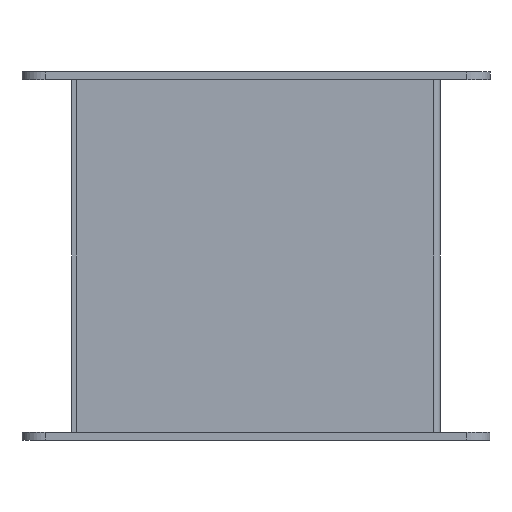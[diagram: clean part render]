
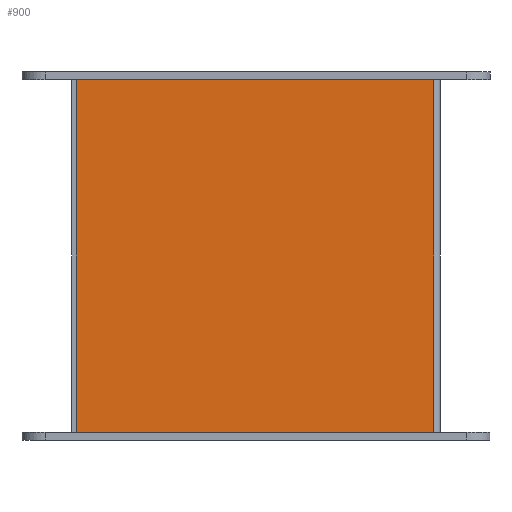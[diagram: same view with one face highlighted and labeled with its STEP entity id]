
A CAD part, left-side view. The second image highlights one B-rep face of the part: STEP entity #900.
In plain terms, the highlighted planar face has unit normal (-1, 0, 0).
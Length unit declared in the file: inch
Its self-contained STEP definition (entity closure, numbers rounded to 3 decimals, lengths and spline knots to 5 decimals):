
#134=CARTESIAN_POINT('',(-4.84344,0.74927,-2.83225));
#135=VERTEX_POINT('',#134);
#142=CARTESIAN_POINT('',(-4.84344,0.81177,-2.83225));
#143=VERTEX_POINT('',#142);
#144=CARTESIAN_POINT('',(-4.84344,0.81177,-2.83225));
#145=DIRECTION('',(0.0,-1.0,0.0));
#146=VECTOR('',#145,0.0625);
#147=LINE('',#144,#146);
#148=EDGE_CURVE('',#143,#135,#147,.T.);
#172=CARTESIAN_POINT('',(-4.84344,0.74927,-3.01975));
#173=VERTEX_POINT('',#172);
#180=CARTESIAN_POINT('',(-4.84344,0.74927,-2.83225));
#181=DIRECTION('',(0.0,0.0,-1.0));
#182=VECTOR('',#181,0.1875);
#183=LINE('',#180,#182);
#184=EDGE_CURVE('',#135,#173,#183,.T.);
#203=CARTESIAN_POINT('',(-4.84344,0.81177,-3.01975));
#204=VERTEX_POINT('',#203);
#211=CARTESIAN_POINT('',(-4.84344,0.74927,-3.01975));
#212=DIRECTION('',(0.0,1.0,0.0));
#213=VECTOR('',#212,0.0625);
#214=LINE('',#211,#213);
#215=EDGE_CURVE('',#173,#204,#214,.T.);
#236=CARTESIAN_POINT('',(-4.84344,-5.00073,-3.01975));
#237=VERTEX_POINT('',#236);
#244=CARTESIAN_POINT('',(-4.84344,-5.06323,-3.01975));
#245=VERTEX_POINT('',#244);
#246=CARTESIAN_POINT('',(-4.84344,-5.06323,-3.01975));
#247=DIRECTION('',(0.0,1.0,0.0));
#248=VECTOR('',#247,0.0625);
#249=LINE('',#246,#248);
#250=EDGE_CURVE('',#245,#237,#249,.T.);
#276=CARTESIAN_POINT('',(-4.84344,-5.06323,-2.83225));
#277=VERTEX_POINT('',#276);
#284=CARTESIAN_POINT('',(-4.84344,-5.00073,-2.83225));
#285=VERTEX_POINT('',#284);
#286=CARTESIAN_POINT('',(-4.84344,-5.00073,-2.83225));
#287=DIRECTION('',(0.0,-1.0,0.0));
#288=VECTOR('',#287,0.0625);
#289=LINE('',#286,#288);
#290=EDGE_CURVE('',#285,#277,#289,.T.);
#313=CARTESIAN_POINT('',(-4.84344,-5.00073,-3.01975));
#314=DIRECTION('',(0.0,0.0,1.0));
#315=VECTOR('',#314,0.1875);
#316=LINE('',#313,#315);
#317=EDGE_CURVE('',#237,#285,#316,.T.);
#329=CARTESIAN_POINT('',(-4.84344,0.81177,-0.03125));
#330=VERTEX_POINT('',#329);
#331=CARTESIAN_POINT('',(-4.84344,0.81177,-2.83225));
#332=DIRECTION('',(0.0,0.0,1.0));
#333=VECTOR('',#332,2.801);
#334=LINE('',#331,#333);
#335=EDGE_CURVE('',#143,#330,#334,.T.);
#360=CARTESIAN_POINT('',(-4.84344,-5.06323,-5.852));
#361=VERTEX_POINT('',#360);
#362=CARTESIAN_POINT('',(-4.84344,-5.06323,-3.01975));
#363=DIRECTION('',(0.0,0.0,-1.0));
#364=VECTOR('',#363,2.83225);
#365=LINE('',#362,#364);
#366=EDGE_CURVE('',#245,#361,#365,.T.);
#399=CARTESIAN_POINT('',(-4.84344,-5.06323,-0.03125));
#400=VERTEX_POINT('',#399);
#407=CARTESIAN_POINT('',(-4.84344,-5.06323,-0.03125));
#408=DIRECTION('',(0.0,0.0,-1.0));
#409=VECTOR('',#408,2.801);
#410=LINE('',#407,#409);
#411=EDGE_CURVE('',#400,#277,#410,.T.);
#768=CARTESIAN_POINT('',(-4.84344,-5.06323,-0.03125));
#769=DIRECTION('',(0.0,1.0,0.0));
#770=VECTOR('',#769,5.875);
#771=LINE('',#768,#770);
#772=EDGE_CURVE('',#400,#330,#771,.T.);
#806=CARTESIAN_POINT('',(-4.84344,0.81177,-5.852));
#807=VERTEX_POINT('',#806);
#814=CARTESIAN_POINT('',(-4.84344,0.81177,-5.852));
#815=DIRECTION('',(0.0,0.0,1.0));
#816=VECTOR('',#815,2.83225);
#817=LINE('',#814,#816);
#818=EDGE_CURVE('',#807,#204,#817,.T.);
#869=CARTESIAN_POINT('',(-4.84344,-5.06323,-5.852));
#870=DIRECTION('',(0.0,1.0,0.0));
#871=VECTOR('',#870,5.875);
#872=LINE('',#869,#871);
#873=EDGE_CURVE('',#361,#807,#872,.T.);
#881=CARTESIAN_POINT('',(-4.84344,-2.12573,-2.89151));
#882=DIRECTION('',(-1.0,0.0,0.0));
#883=DIRECTION('',(0.0,0.0,1.0));
#884=AXIS2_PLACEMENT_3D('',#881,#882,#883);
#885=PLANE('',#884);
#886=ORIENTED_EDGE('',*,*,#215,.T.);
#887=ORIENTED_EDGE('',*,*,#818,.F.);
#888=ORIENTED_EDGE('',*,*,#873,.F.);
#889=ORIENTED_EDGE('',*,*,#366,.F.);
#890=ORIENTED_EDGE('',*,*,#250,.T.);
#891=ORIENTED_EDGE('',*,*,#317,.T.);
#892=ORIENTED_EDGE('',*,*,#290,.T.);
#893=ORIENTED_EDGE('',*,*,#411,.F.);
#894=ORIENTED_EDGE('',*,*,#772,.T.);
#895=ORIENTED_EDGE('',*,*,#335,.F.);
#896=ORIENTED_EDGE('',*,*,#148,.T.);
#897=ORIENTED_EDGE('',*,*,#184,.T.);
#898=EDGE_LOOP('',(#886,#887,#888,#889,#890,#891,#892,#893,#894,#895,#896,#897));
#899=FACE_OUTER_BOUND('',#898,.T.);
#900=ADVANCED_FACE('',(#899),#885,.T.);
